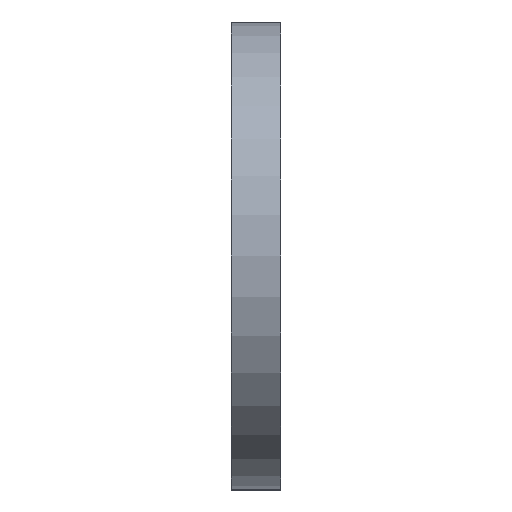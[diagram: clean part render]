
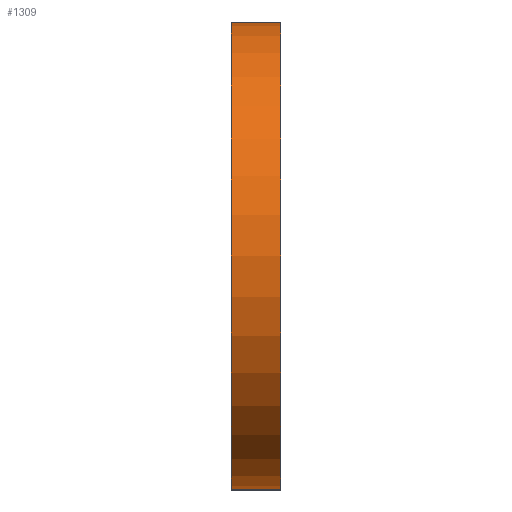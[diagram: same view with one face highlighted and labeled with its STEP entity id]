
A CAD part, left-side view. The second image highlights one B-rep face of the part: STEP entity #1309.
In plain terms, the highlighted cylindrical face has radius 28.5 mm (diameter 57 mm), a partial arc.
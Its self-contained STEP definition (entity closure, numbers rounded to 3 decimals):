
#56 = DIRECTION ( 'NONE',  ( 0., 1., 0. ) ) ;
#146 = AXIS2_PLACEMENT_3D ( 'NONE', #335, #614, #594 ) ;
#266 = VERTEX_POINT ( 'NONE', #3084 ) ;
#335 = CARTESIAN_POINT ( 'NONE',  ( 0., 6., 0. ) ) ;
#386 = AXIS2_PLACEMENT_3D ( 'NONE', #2265, #2249, #422 ) ;
#422 = DIRECTION ( 'NONE',  ( 0., 0., 1. ) ) ;
#477 = VECTOR ( 'NONE', #3110, 1000. ) ;
#522 = VECTOR ( 'NONE', #832, 1000. ) ;
#540 = ORIENTED_EDGE ( 'NONE', *, *, #2080, .F. ) ;
#594 = DIRECTION ( 'NONE',  ( 0., 0., -1. ) ) ;
#614 = DIRECTION ( 'NONE',  ( 0., -1., 0. ) ) ;
#720 = EDGE_CURVE ( 'NONE', #2755, #266, #2614, .T. ) ;
#740 = ORIENTED_EDGE ( 'NONE', *, *, #995, .T. ) ;
#832 = DIRECTION ( 'NONE',  ( 0., -1., 0. ) ) ;
#995 = EDGE_CURVE ( 'NONE', #2963, #3320, #1096, .T. ) ;
#1096 = LINE ( 'NONE', #3194, #522 ) ;
#1191 = CIRCLE ( 'NONE', #3384, 28.5 ) ;
#1304 = EDGE_LOOP ( 'NONE', ( #2586, #2363, #540, #740 ) ) ;
#1309 = ADVANCED_FACE ( 'NONE', ( #1603 ), #2437, .T. ) ;
#1603 = FACE_OUTER_BOUND ( 'NONE', #1304, .T. ) ;
#1675 = CARTESIAN_POINT ( 'NONE',  ( 0., 0., 0. ) ) ;
#1689 = DIRECTION ( 'NONE',  ( 0., 0., 1. ) ) ;
#1790 = CARTESIAN_POINT ( 'NONE',  ( 0., 6., 28.5 ) ) ;
#2080 = EDGE_CURVE ( 'NONE', #2963, #2755, #3348, .T. ) ;
#2160 = CARTESIAN_POINT ( 'NONE',  ( 0., 6., -28.5 ) ) ;
#2249 = DIRECTION ( 'NONE',  ( 0., 1., 0. ) ) ;
#2265 = CARTESIAN_POINT ( 'NONE',  ( 0., 6., 0. ) ) ;
#2363 = ORIENTED_EDGE ( 'NONE', *, *, #720, .F. ) ;
#2437 = CYLINDRICAL_SURFACE ( 'NONE', #146, 28.5 ) ;
#2495 = CARTESIAN_POINT ( 'NONE',  ( 0., 0., -28.5 ) ) ;
#2586 = ORIENTED_EDGE ( 'NONE', *, *, #3271, .T. ) ;
#2614 = LINE ( 'NONE', #3129, #477 ) ;
#2755 = VERTEX_POINT ( 'NONE', #1790 ) ;
#2963 = VERTEX_POINT ( 'NONE', #2160 ) ;
#3084 = CARTESIAN_POINT ( 'NONE',  ( 0., 0., 28.5 ) ) ;
#3110 = DIRECTION ( 'NONE',  ( 0., -1., 0. ) ) ;
#3129 = CARTESIAN_POINT ( 'NONE',  ( 0., 6., 28.5 ) ) ;
#3194 = CARTESIAN_POINT ( 'NONE',  ( 0., 6., -28.5 ) ) ;
#3271 = EDGE_CURVE ( 'NONE', #3320, #266, #1191, .T. ) ;
#3320 = VERTEX_POINT ( 'NONE', #2495 ) ;
#3348 = CIRCLE ( 'NONE', #386, 28.5 ) ;
#3384 = AXIS2_PLACEMENT_3D ( 'NONE', #1675, #56, #1689 ) ;
